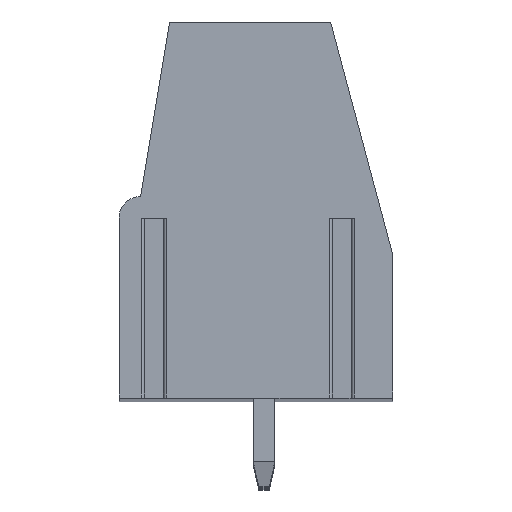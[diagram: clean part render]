
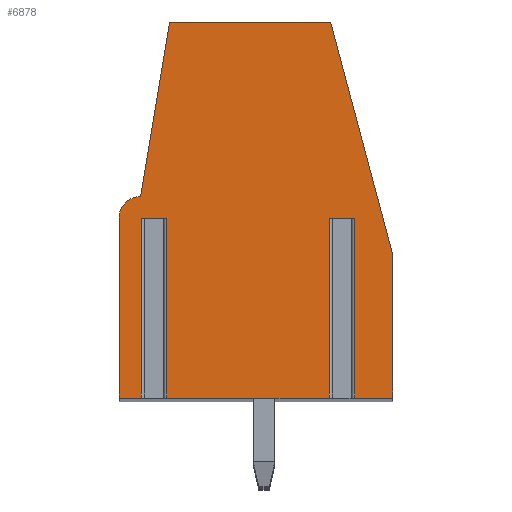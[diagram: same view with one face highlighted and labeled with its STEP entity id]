
A CAD part, top view. The second image highlights one B-rep face of the part: STEP entity #6878.
In plain terms, the highlighted planar face has unit normal (0, 0, 1).
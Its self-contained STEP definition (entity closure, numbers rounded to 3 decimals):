
#35=DIRECTION('',(1.,0.,0.));
#36=VECTOR('',#35,0.958);
#37=CARTESIAN_POINT('',(-3.979,1.095,71.25));
#38=LINE('',#37,#36);
#39=DIRECTION('',(0.,1.,0.));
#40=VECTOR('',#39,6.7);
#41=CARTESIAN_POINT('',(-3.979,-5.605,71.25));
#42=LINE('',#41,#40);
#43=DIRECTION('',(-1.,0.,0.));
#44=VECTOR('',#43,0.821);
#45=CARTESIAN_POINT('',(-3.979,-5.605,71.25));
#46=LINE('',#45,#44);
#47=DIRECTION('',(0.,1.,0.));
#48=VECTOR('',#47,6.7);
#49=CARTESIAN_POINT('',(-4.8,-5.605,71.25));
#50=LINE('',#49,#48);
#51=CARTESIAN_POINT('',(-4.,1.095,71.25));
#52=DIRECTION('',(0.,0.,-1.));
#53=DIRECTION('',(-1.,0.,0.));
#54=AXIS2_PLACEMENT_3D('',#51,#52,#53);
#56=DIRECTION('',(0.164,0.986,0.));
#57=VECTOR('',#56,6.589);
#58=CARTESIAN_POINT('',(-3.999,1.895,71.25));
#59=LINE('',#58,#57);
#60=DIRECTION('',(1.,0.,0.));
#61=VECTOR('',#60,6.);
#62=CARTESIAN_POINT('',(-2.92,8.395,71.25));
#63=LINE('',#62,#61);
#64=DIRECTION('',(0.258,-0.966,0.));
#65=VECTOR('',#64,9.004);
#66=CARTESIAN_POINT('',(3.08,8.395,71.25));
#67=LINE('',#66,#65);
#68=DIRECTION('',(0.,-1.,0.));
#69=VECTOR('',#68,5.3);
#70=CARTESIAN_POINT('',(5.4,-0.305,71.25));
#71=LINE('',#70,#69);
#72=DIRECTION('',(-1.,0.,0.));
#73=VECTOR('',#72,1.421);
#74=CARTESIAN_POINT('',(5.4,-5.605,71.25));
#75=LINE('',#74,#73);
#76=DIRECTION('',(0.,1.,0.));
#77=VECTOR('',#76,6.7);
#78=CARTESIAN_POINT('',(3.979,-5.605,71.25));
#79=LINE('',#78,#77);
#80=DIRECTION('',(1.,0.,0.));
#81=VECTOR('',#80,0.958);
#82=CARTESIAN_POINT('',(3.021,1.095,71.25));
#83=LINE('',#82,#81);
#84=DIRECTION('',(0.,1.,0.));
#85=VECTOR('',#84,6.7);
#86=CARTESIAN_POINT('',(3.021,-5.605,71.25));
#87=LINE('',#86,#85);
#88=DIRECTION('',(-1.,0.,0.));
#89=VECTOR('',#88,6.042);
#90=CARTESIAN_POINT('',(3.021,-5.605,71.25));
#91=LINE('',#90,#89);
#92=DIRECTION('',(0.,1.,0.));
#93=VECTOR('',#92,6.7);
#94=CARTESIAN_POINT('',(-3.021,-5.605,71.25));
#95=LINE('',#94,#93);
#5341=CARTESIAN_POINT('',(-3.999,1.895,71.25));
#5342=CARTESIAN_POINT('',(-2.92,8.395,71.25));
#5343=VERTEX_POINT('',#5341);
#5344=VERTEX_POINT('',#5342);
#5345=CARTESIAN_POINT('',(-4.8,1.095,71.25));
#5346=VERTEX_POINT('',#5345);
#5347=CARTESIAN_POINT('',(-4.8,-5.605,71.25));
#5348=VERTEX_POINT('',#5347);
#5349=CARTESIAN_POINT('',(5.4,-0.305,71.25));
#5350=CARTESIAN_POINT('',(5.4,-5.605,71.25));
#5351=VERTEX_POINT('',#5349);
#5352=VERTEX_POINT('',#5350);
#5353=CARTESIAN_POINT('',(3.08,8.395,71.25));
#5354=VERTEX_POINT('',#5353);
#5441=CARTESIAN_POINT('',(-3.979,1.095,71.25));
#5442=CARTESIAN_POINT('',(-3.021,1.095,71.25));
#5443=VERTEX_POINT('',#5441);
#5444=VERTEX_POINT('',#5442);
#5445=CARTESIAN_POINT('',(3.021,1.095,71.25));
#5446=CARTESIAN_POINT('',(3.979,1.095,71.25));
#5447=VERTEX_POINT('',#5445);
#5448=VERTEX_POINT('',#5446);
#5449=CARTESIAN_POINT('',(3.021,-5.605,71.25));
#5450=VERTEX_POINT('',#5449);
#5451=CARTESIAN_POINT('',(3.979,-5.605,71.25));
#5452=VERTEX_POINT('',#5451);
#5453=CARTESIAN_POINT('',(-3.979,-5.605,71.25));
#5454=VERTEX_POINT('',#5453);
#5455=CARTESIAN_POINT('',(-3.021,-5.605,71.25));
#5456=VERTEX_POINT('',#5455);
#6841=CARTESIAN_POINT('',(0.,0.,71.25));
#6842=DIRECTION('',(0.,0.,1.));
#6843=DIRECTION('',(1.,0.,0.));
#6844=AXIS2_PLACEMENT_3D('',#6841,#6842,#6843);
#6845=PLANE('',#6844);
#6847=ORIENTED_EDGE('',*,*,#6846,.F.);
#6849=ORIENTED_EDGE('',*,*,#6848,.F.);
#6851=ORIENTED_EDGE('',*,*,#6850,.T.);
#6853=ORIENTED_EDGE('',*,*,#6852,.T.);
#6855=ORIENTED_EDGE('',*,*,#6854,.T.);
#6857=ORIENTED_EDGE('',*,*,#6856,.T.);
#6859=ORIENTED_EDGE('',*,*,#6858,.T.);
#6861=ORIENTED_EDGE('',*,*,#6860,.T.);
#6863=ORIENTED_EDGE('',*,*,#6862,.T.);
#6865=ORIENTED_EDGE('',*,*,#6864,.T.);
#6867=ORIENTED_EDGE('',*,*,#6866,.T.);
#6869=ORIENTED_EDGE('',*,*,#6868,.F.);
#6871=ORIENTED_EDGE('',*,*,#6870,.F.);
#6873=ORIENTED_EDGE('',*,*,#6872,.T.);
#6875=ORIENTED_EDGE('',*,*,#6874,.T.);
#6876=EDGE_LOOP('',(#6847,#6849,#6851,#6853,#6855,#6857,#6859,#6861,#6863,#6865,
#6867,#6869,#6871,#6873,#6875));
#6877=FACE_OUTER_BOUND('',#6876,.F.);
#55=CIRCLE('',#54,0.8);
#6846=EDGE_CURVE('',#5443,#5444,#38,.T.);
#6848=EDGE_CURVE('',#5454,#5443,#42,.T.);
#6850=EDGE_CURVE('',#5454,#5348,#46,.T.);
#6852=EDGE_CURVE('',#5348,#5346,#50,.T.);
#6854=EDGE_CURVE('',#5346,#5343,#55,.T.);
#6856=EDGE_CURVE('',#5343,#5344,#59,.T.);
#6858=EDGE_CURVE('',#5344,#5354,#63,.T.);
#6860=EDGE_CURVE('',#5354,#5351,#67,.T.);
#6862=EDGE_CURVE('',#5351,#5352,#71,.T.);
#6864=EDGE_CURVE('',#5352,#5452,#75,.T.);
#6866=EDGE_CURVE('',#5452,#5448,#79,.T.);
#6868=EDGE_CURVE('',#5447,#5448,#83,.T.);
#6870=EDGE_CURVE('',#5450,#5447,#87,.T.);
#6872=EDGE_CURVE('',#5450,#5456,#91,.T.);
#6874=EDGE_CURVE('',#5456,#5444,#95,.T.);
#6878=ADVANCED_FACE('',(#6877),#6845,.T.);
